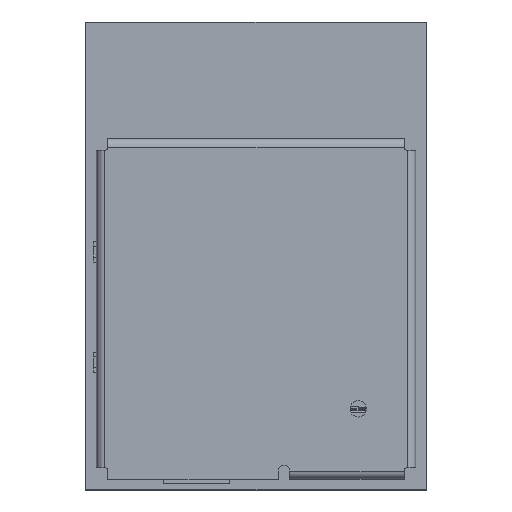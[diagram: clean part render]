
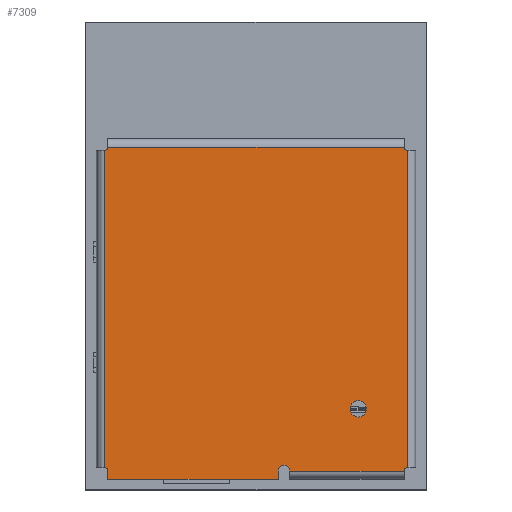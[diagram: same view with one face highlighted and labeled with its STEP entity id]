
A CAD part, top view. The second image highlights one B-rep face of the part: STEP entity #7309.
In plain terms, the highlighted planar face has unit normal (0, 0, 1).
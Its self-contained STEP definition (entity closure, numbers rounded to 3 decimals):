
#7074 = VERTEX_POINT('',#7075);
#7075 = CARTESIAN_POINT('',(8.075,2.477,1.35
    ));
#7081 = EDGE_CURVE('',#7082,#7074,#7084,.T.);
#7082 = VERTEX_POINT('',#7083);
#7083 = CARTESIAN_POINT('',(8.575,2.477,1.35)
  );
#7084 = CIRCLE('',#7085,0.25);
#7085 = AXIS2_PLACEMENT_3D('',#7086,#7087,#7088);
#7086 = CARTESIAN_POINT('',(8.325,2.477,1.35)
  );
#7087 = DIRECTION('',(0.,0.,1.));
#7088 = DIRECTION('',(-1.,0.,0.));
#7309 = ADVANCED_FACE('',(#7310,#7320),#7423,.T.);
#7310 = FACE_BOUND('',#7311,.T.);
#7311 = EDGE_LOOP('',(#7312,#7319));
#7312 = ORIENTED_EDGE('',*,*,#7313,.F.);
#7313 = EDGE_CURVE('',#7074,#7082,#7314,.T.);
#7314 = CIRCLE('',#7315,0.25);
#7315 = AXIS2_PLACEMENT_3D('',#7316,#7317,#7318);
#7316 = CARTESIAN_POINT('',(8.325,2.477,1.35)
  );
#7317 = DIRECTION('',(0.,0.,1.));
#7318 = DIRECTION('',(-1.,0.,0.));
#7319 = ORIENTED_EDGE('',*,*,#7081,.F.);
#7320 = FACE_BOUND('',#7321,.T.);
#7321 = EDGE_LOOP('',(#7322,#7332,#7341,#7349,#7358,#7366,#7374,#7382,
    #7391,#7399,#7408,#7416));
#7322 = ORIENTED_EDGE('',*,*,#7323,.F.);
#7323 = EDGE_CURVE('',#7324,#7326,#7328,.T.);
#7324 = VERTEX_POINT('',#7325);
#7325 = CARTESIAN_POINT('',(0.675,10.477,
    1.35));
#7326 = VERTEX_POINT('',#7327);
#7327 = CARTESIAN_POINT('',(9.725,10.477,
    1.35));
#7328 = LINE('',#7329,#7330);
#7329 = CARTESIAN_POINT('',(9.825,10.477,
    1.35));
#7330 = VECTOR('',#7331,1.);
#7331 = DIRECTION('',(1.,0.,0.));
#7332 = ORIENTED_EDGE('',*,*,#7333,.F.);
#7333 = EDGE_CURVE('',#7334,#7324,#7336,.T.);
#7334 = VERTEX_POINT('',#7335);
#7335 = CARTESIAN_POINT('',(0.575,10.377,
    1.35));
#7336 = CIRCLE('',#7337,0.1);
#7337 = AXIS2_PLACEMENT_3D('',#7338,#7339,#7340);
#7338 = CARTESIAN_POINT('',(0.575,10.477,
    1.35));
#7339 = DIRECTION('',(0.,0.,1.));
#7340 = DIRECTION('',(-1.,0.,0.));
#7341 = ORIENTED_EDGE('',*,*,#7342,.F.);
#7342 = EDGE_CURVE('',#7343,#7334,#7345,.T.);
#7343 = VERTEX_POINT('',#7344);
#7344 = CARTESIAN_POINT('',(0.575,0.677,1.35
    ));
#7345 = LINE('',#7346,#7347);
#7346 = CARTESIAN_POINT('',(0.575,10.477,
    1.35));
#7347 = VECTOR('',#7348,1.);
#7348 = DIRECTION('',(0.,1.,0.));
#7349 = ORIENTED_EDGE('',*,*,#7350,.F.);
#7350 = EDGE_CURVE('',#7351,#7343,#7353,.T.);
#7351 = VERTEX_POINT('',#7352);
#7352 = CARTESIAN_POINT('',(0.675,0.577,1.35
    ));
#7353 = CIRCLE('',#7354,0.1);
#7354 = AXIS2_PLACEMENT_3D('',#7355,#7356,#7357);
#7355 = CARTESIAN_POINT('',(0.575,0.577,1.35
    ));
#7356 = DIRECTION('',(0.,0.,1.));
#7357 = DIRECTION('',(-1.,0.,0.));
#7358 = ORIENTED_EDGE('',*,*,#7359,.F.);
#7359 = EDGE_CURVE('',#7360,#7351,#7362,.T.);
#7360 = VERTEX_POINT('',#7361);
#7361 = CARTESIAN_POINT('',(0.675,0.327,1.35)
  );
#7362 = LINE('',#7363,#7364);
#7363 = CARTESIAN_POINT('',(0.675,0.327,1.35)
  );
#7364 = VECTOR('',#7365,1.);
#7365 = DIRECTION('',(0.,1.,0.));
#7366 = ORIENTED_EDGE('',*,*,#7367,.F.);
#7367 = EDGE_CURVE('',#7368,#7360,#7370,.T.);
#7368 = VERTEX_POINT('',#7369);
#7369 = CARTESIAN_POINT('',(5.875,0.327,1.35)
  );
#7370 = LINE('',#7371,#7372);
#7371 = CARTESIAN_POINT('',(9.825,0.327,1.35)
  );
#7372 = VECTOR('',#7373,1.);
#7373 = DIRECTION('',(-1.,0.,0.));
#7374 = ORIENTED_EDGE('',*,*,#7375,.F.);
#7375 = EDGE_CURVE('',#7376,#7368,#7378,.T.);
#7376 = VERTEX_POINT('',#7377);
#7377 = CARTESIAN_POINT('',(5.875,0.577,1.35
    ));
#7378 = LINE('',#7379,#7380);
#7379 = CARTESIAN_POINT('',(5.875,10.477,
    1.35));
#7380 = VECTOR('',#7381,1.);
#7381 = DIRECTION('',(0.,-1.,0.));
#7382 = ORIENTED_EDGE('',*,*,#7383,.T.);
#7383 = EDGE_CURVE('',#7376,#7384,#7386,.T.);
#7384 = VERTEX_POINT('',#7385);
#7385 = CARTESIAN_POINT('',(6.235,0.577,1.35
    ));
#7386 = CIRCLE('',#7387,0.18);
#7387 = AXIS2_PLACEMENT_3D('',#7388,#7389,#7390);
#7388 = CARTESIAN_POINT('',(6.055,0.577,1.35)
  );
#7389 = DIRECTION('',(0.,0.,-1.));
#7390 = DIRECTION('',(-1.,0.,0.));
#7391 = ORIENTED_EDGE('',*,*,#7392,.T.);
#7392 = EDGE_CURVE('',#7384,#7393,#7395,.T.);
#7393 = VERTEX_POINT('',#7394);
#7394 = CARTESIAN_POINT('',(9.725,0.577,1.35
    ));
#7395 = LINE('',#7396,#7397);
#7396 = CARTESIAN_POINT('',(9.825,0.577,1.35
    ));
#7397 = VECTOR('',#7398,1.);
#7398 = DIRECTION('',(1.,0.,0.));
#7399 = ORIENTED_EDGE('',*,*,#7400,.F.);
#7400 = EDGE_CURVE('',#7401,#7393,#7403,.T.);
#7401 = VERTEX_POINT('',#7402);
#7402 = CARTESIAN_POINT('',(9.825,0.677,1.35
    ));
#7403 = CIRCLE('',#7404,0.1);
#7404 = AXIS2_PLACEMENT_3D('',#7405,#7406,#7407);
#7405 = CARTESIAN_POINT('',(9.825,0.577,1.35
    ));
#7406 = DIRECTION('',(0.,0.,1.));
#7407 = DIRECTION('',(-1.,0.,0.));
#7408 = ORIENTED_EDGE('',*,*,#7409,.F.);
#7409 = EDGE_CURVE('',#7410,#7401,#7412,.T.);
#7410 = VERTEX_POINT('',#7411);
#7411 = CARTESIAN_POINT('',(9.825,10.377,
    1.35));
#7412 = LINE('',#7413,#7414);
#7413 = CARTESIAN_POINT('',(9.825,10.477,
    1.35));
#7414 = VECTOR('',#7415,1.);
#7415 = DIRECTION('',(0.,-1.,0.));
#7416 = ORIENTED_EDGE('',*,*,#7417,.F.);
#7417 = EDGE_CURVE('',#7326,#7410,#7418,.T.);
#7418 = CIRCLE('',#7419,0.1);
#7419 = AXIS2_PLACEMENT_3D('',#7420,#7421,#7422);
#7420 = CARTESIAN_POINT('',(9.825,10.477,
    1.35));
#7421 = DIRECTION('',(0.,0.,1.));
#7422 = DIRECTION('',(-1.,0.,0.));
#7423 = PLANE('',#7424);
#7424 = AXIS2_PLACEMENT_3D('',#7425,#7426,#7427);
#7425 = CARTESIAN_POINT('',(9.825,10.477,
    1.35));
#7426 = DIRECTION('',(0.,0.,1.));
#7427 = DIRECTION('',(-1.,0.,0.));
